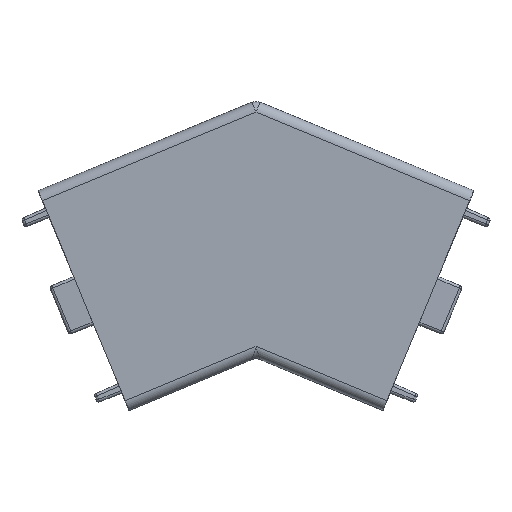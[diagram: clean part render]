
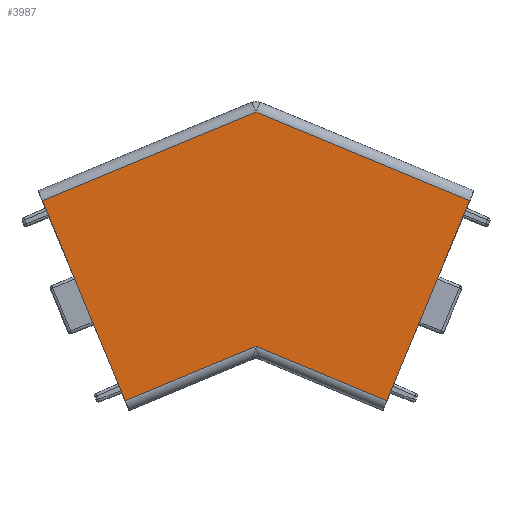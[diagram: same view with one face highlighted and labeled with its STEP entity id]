
A CAD part, top view. The second image highlights one B-rep face of the part: STEP entity #3987.
In plain terms, the highlighted planar face has unit normal (0, -0.026, 1).
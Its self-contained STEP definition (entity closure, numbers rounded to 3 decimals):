
#95 = CARTESIAN_POINT ( 'NONE',  ( -24.779, -32.505, 21.832 ) ) ;
#266 = PLANE ( 'NONE',  #4552 ) ;
#415 = DIRECTION ( 'NONE',  ( 0.383, 0.924, 0.024 ) ) ;
#458 = EDGE_CURVE ( 'NONE', #11609, #1186, #575, .T. ) ;
#575 = LINE ( 'NONE', #13849, #2821 ) ;
#661 = EDGE_CURVE ( 'NONE', #13529, #13221, #4705, .T. ) ;
#1186 = VERTEX_POINT ( 'NONE', #13530 ) ;
#1231 = FACE_OUTER_BOUND ( 'NONE', #7218, .T. ) ;
#1239 = ORIENTED_EDGE ( 'NONE', *, *, #661, .T. ) ;
#1415 = ORIENTED_EDGE ( 'NONE', *, *, #13865, .T. ) ;
#1645 = VECTOR ( 'NONE', #9841, 1000. ) ;
#2020 = LINE ( 'NONE', #12135, #4961 ) ;
#2821 = VECTOR ( 'NONE', #7345, 1000. ) ;
#3565 = CARTESIAN_POINT ( 'NONE',  ( 0., -6.986, 22.5 ) ) ;
#3884 = LINE ( 'NONE', #10740, #1645 ) ;
#3987 = ADVANCED_FACE ( 'NONE', ( #1231 ), #266, .T. ) ;
#4552 = AXIS2_PLACEMENT_3D ( 'NONE', #3565, #9145, #4658 ) ;
#4658 = DIRECTION ( 'NONE',  ( 0., -1., -0.026 ) ) ;
#4705 = LINE ( 'NONE', #5683, #8000 ) ;
#4961 = VECTOR ( 'NONE', #5459, 1000. ) ;
#5459 = DIRECTION ( 'NONE',  ( 0.383, -0.924, -0.024 ) ) ;
#5683 = CARTESIAN_POINT ( 'NONE',  ( 24.779, -32.505, 21.832 ) ) ;
#6903 = EDGE_CURVE ( 'NONE', #1186, #10481, #2020, .T. ) ;
#7128 = CARTESIAN_POINT ( 'NONE',  ( 0., 22.137, 23.263 ) ) ;
#7218 = EDGE_LOOP ( 'NONE', ( #9287, #1239, #10780, #13451, #7343, #1415 ) ) ;
#7343 = ORIENTED_EDGE ( 'NONE', *, *, #6903, .T. ) ;
#7345 = DIRECTION ( 'NONE',  ( -0.924, -0.383, -0.01 ) ) ;
#7535 = DIRECTION ( 'NONE',  ( -0.924, 0.383, 0.01 ) ) ;
#7588 = CARTESIAN_POINT ( 'NONE',  ( 40.469, 5.374, 22.824 ) ) ;
#8000 = VECTOR ( 'NONE', #415, 1000. ) ;
#8389 = EDGE_CURVE ( 'NONE', #10316, #13529, #3884, .T. ) ;
#8682 = DIRECTION ( 'NONE',  ( 0.924, 0.383, 0.01 ) ) ;
#8970 = LINE ( 'NONE', #12977, #12044 ) ;
#8997 = CARTESIAN_POINT ( 'NONE',  ( 24.779, -32.505, 21.832 ) ) ;
#9140 = VECTOR ( 'NONE', #7535, 1000. ) ;
#9145 = DIRECTION ( 'NONE',  ( 0., -0.026, 1. ) ) ;
#9287 = ORIENTED_EDGE ( 'NONE', *, *, #8389, .T. ) ;
#9327 = LINE ( 'NONE', #7588, #9140 ) ;
#9618 = CARTESIAN_POINT ( 'NONE',  ( 40.469, 5.374, 22.824 ) ) ;
#9841 = DIRECTION ( 'NONE',  ( 0.924, -0.383, -0.01 ) ) ;
#10316 = VERTEX_POINT ( 'NONE', #12286 ) ;
#10481 = VERTEX_POINT ( 'NONE', #95 ) ;
#10740 = CARTESIAN_POINT ( 'NONE',  ( 0., -22.241, 22.101 ) ) ;
#10780 = ORIENTED_EDGE ( 'NONE', *, *, #13881, .T. ) ;
#11609 = VERTEX_POINT ( 'NONE', #7128 ) ;
#12044 = VECTOR ( 'NONE', #8682, 1000. ) ;
#12135 = CARTESIAN_POINT ( 'NONE',  ( -40.469, 5.374, 22.824 ) ) ;
#12286 = CARTESIAN_POINT ( 'NONE',  ( 0., -22.241, 22.101 ) ) ;
#12977 = CARTESIAN_POINT ( 'NONE',  ( -24.779, -32.505, 21.832 ) ) ;
#13221 = VERTEX_POINT ( 'NONE', #9618 ) ;
#13451 = ORIENTED_EDGE ( 'NONE', *, *, #458, .T. ) ;
#13529 = VERTEX_POINT ( 'NONE', #8997 ) ;
#13530 = CARTESIAN_POINT ( 'NONE',  ( -40.469, 5.374, 22.824 ) ) ;
#13849 = CARTESIAN_POINT ( 'NONE',  ( 0., 22.137, 23.263 ) ) ;
#13865 = EDGE_CURVE ( 'NONE', #10481, #10316, #8970, .T. ) ;
#13881 = EDGE_CURVE ( 'NONE', #13221, #11609, #9327, .T. ) ;
